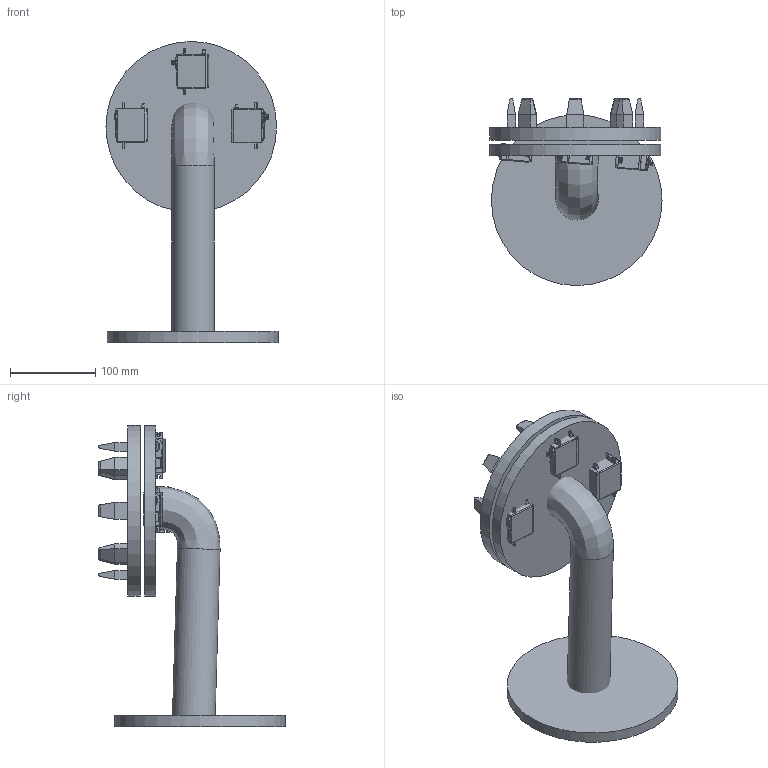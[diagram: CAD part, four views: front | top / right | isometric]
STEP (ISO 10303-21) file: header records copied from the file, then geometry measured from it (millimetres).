
FILE_DESCRIPTION(/* description */ (''),/* implementation_level */ '2;1');
FILE_NAME(/* name */ 'flora.step',/* time_stamp */ '2025-06-19T14:19:23+08:00',/* author */ (''),/* organization */ (''),/* preprocessor_version */ 'ST-DEVELOPER v20.1',/* originating_system */ 'Autodesk Translation Framework v14.4.0.0',/* authorisation */ '');
FILE_SCHEMA (('AUTOMOTIVE_DESIGN { 1 0 10303 214 3 1 1 }'));
Length unit declared in the file: millimetre
Products named in the file (2): 2025-05-19-22-15-54-865; 2025-06-16-14-14-48-548
Assembly tree (3 placements, depth 2):
  2025-05-19-22-15-54-865
    2025-06-16-14-14-48-548  x3
Bounding box: 201.66 x 218.74 x 352.71 mm (x, y, z)
Volume: 1618767.4 mm3; surface area: 331337.6 mm2
Topology: 25 solids, 25 shells, 1268 faces, 3436 edges, 2262 vertices
Faces by surface type: plane 558, cylinder 458, torus 231, bspline 12, cone 9
Full cylindrical faces by diameter (mm): 2.533 x12, 2.671 x33, 3 x3, 3.07 x15, 4.9 x3, 5.5 x3, 6 x3, 11 x3, 13 x3, 40 x1, 50 x1, 200 x3
Entity records: 18191 total; most frequent: CARTESIAN_POINT 6543, ORIENTED_EDGE 2536, DIRECTION 2327, EDGE_CURVE 1268, AXIS2_PLACEMENT_3D 887, VERTEX_POINT 828, LINE 553, VECTOR 553
